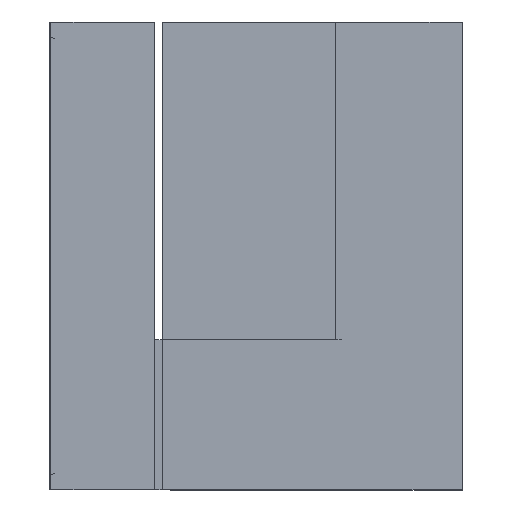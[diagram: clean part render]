
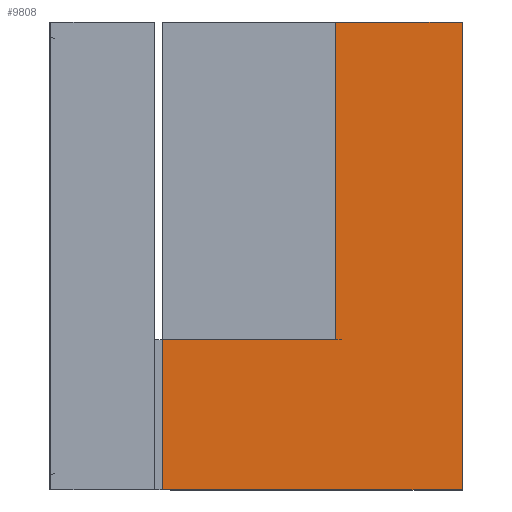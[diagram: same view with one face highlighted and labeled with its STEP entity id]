
A CAD part, left-side view. The second image highlights one B-rep face of the part: STEP entity #9808.
In plain terms, the highlighted planar face has unit normal (-1, 0, 0).
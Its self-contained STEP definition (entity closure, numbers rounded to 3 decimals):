
#215 = EDGE_CURVE ( 'NONE', #3209, #13875, #11590, .T. ) ;
#221 = CARTESIAN_POINT ( 'NONE',  ( 2., 126., -319. ) ) ;
#463 = ORIENTED_EDGE ( 'NONE', *, *, #18007, .F. ) ;
#479 = CARTESIAN_POINT ( 'NONE',  ( 2., 0., 0. ) ) ;
#1075 = VERTEX_POINT ( 'NONE', #14677 ) ;
#2779 = VECTOR ( 'NONE', #3631, 1000. ) ;
#3095 = EDGE_CURVE ( 'NONE', #13632, #1075, #7258, .T. ) ;
#3209 = VERTEX_POINT ( 'NONE', #10863 ) ;
#3370 = FACE_OUTER_BOUND ( 'NONE', #9320, .T. ) ;
#3502 = CARTESIAN_POINT ( 'NONE',  ( 2., 126., -0.001 ) ) ;
#3631 = DIRECTION ( 'NONE',  ( 0., 0., -1. ) ) ;
#3952 = ORIENTED_EDGE ( 'NONE', *, *, #3095, .F. ) ;
#4332 = LINE ( 'NONE', #10215, #16295 ) ;
#5533 = LINE ( 'NONE', #11418, #13530 ) ;
#5841 = ORIENTED_EDGE ( 'NONE', *, *, #15527, .F. ) ;
#6349 = DIRECTION ( 'NONE',  ( -1., 0., 0. ) ) ;
#7258 = LINE ( 'NONE', #221, #9950 ) ;
#8103 = CARTESIAN_POINT ( 'NONE',  ( 2., 300., -470. ) ) ;
#8451 = ORIENTED_EDGE ( 'NONE', *, *, #215, .F. ) ;
#9320 = EDGE_LOOP ( 'NONE', ( #14512, #463, #5841, #3952, #15303, #8451 ) ) ;
#9392 = DIRECTION ( 'NONE',  ( 0., -1., 0. ) ) ;
#9808 = ADVANCED_FACE ( 'NONE', ( #3370 ), #13693, .T. ) ;
#9950 = VECTOR ( 'NONE', #18687, 1000. ) ;
#10215 = CARTESIAN_POINT ( 'NONE',  ( 2., 300., -319. ) ) ;
#10418 = VECTOR ( 'NONE', #9392, 1000. ) ;
#10565 = DIRECTION ( 'NONE',  ( 0., 0., 1. ) ) ;
#10863 = CARTESIAN_POINT ( 'NONE',  ( 2., 300., -470. ) ) ;
#10962 = LINE ( 'NONE', #16889, #2779 ) ;
#11286 = AXIS2_PLACEMENT_3D ( 'NONE', #479, #6349, #12236 ) ;
#11418 = CARTESIAN_POINT ( 'NONE',  ( 2., 300., -470. ) ) ;
#11590 = LINE ( 'NONE', #8103, #13960 ) ;
#12236 = DIRECTION ( 'NONE',  ( 0., 0., 1. ) ) ;
#12291 = EDGE_CURVE ( 'NONE', #13875, #13632, #4332, .T. ) ;
#12581 = CARTESIAN_POINT ( 'NONE',  ( 2., 126., -319. ) ) ;
#13530 = VECTOR ( 'NONE', #17346, 1000. ) ;
#13632 = VERTEX_POINT ( 'NONE', #12581 ) ;
#13693 = PLANE ( 'NONE',  #11286 ) ;
#13875 = VERTEX_POINT ( 'NONE', #19104 ) ;
#13960 = VECTOR ( 'NONE', #10565, 1000. ) ;
#14512 = ORIENTED_EDGE ( 'NONE', *, *, #14808, .F. ) ;
#14677 = CARTESIAN_POINT ( 'NONE',  ( 2., 126., -0.001 ) ) ;
#14695 = CARTESIAN_POINT ( 'NONE',  ( 2., -1., -0.001 ) ) ;
#14808 = EDGE_CURVE ( 'NONE', #15698, #3209, #5533, .T. ) ;
#15303 = ORIENTED_EDGE ( 'NONE', *, *, #12291, .F. ) ;
#15527 = EDGE_CURVE ( 'NONE', #1075, #17201, #16763, .T. ) ;
#15698 = VERTEX_POINT ( 'NONE', #16658 ) ;
#16156 = DIRECTION ( 'NONE',  ( 0., -1., 0. ) ) ;
#16295 = VECTOR ( 'NONE', #16156, 1000. ) ;
#16658 = CARTESIAN_POINT ( 'NONE',  ( 2., -1., -470. ) ) ;
#16763 = LINE ( 'NONE', #3502, #10418 ) ;
#16889 = CARTESIAN_POINT ( 'NONE',  ( 2., -1., -470. ) ) ;
#17201 = VERTEX_POINT ( 'NONE', #14695 ) ;
#17346 = DIRECTION ( 'NONE',  ( 0., 1., 0. ) ) ;
#18007 = EDGE_CURVE ( 'NONE', #17201, #15698, #10962, .T. ) ;
#18687 = DIRECTION ( 'NONE',  ( 0., 0., 1. ) ) ;
#19104 = CARTESIAN_POINT ( 'NONE',  ( 2., 300., -319. ) ) ;
